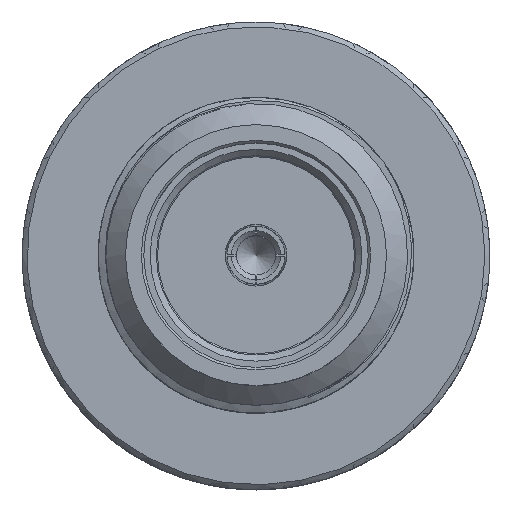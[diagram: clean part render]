
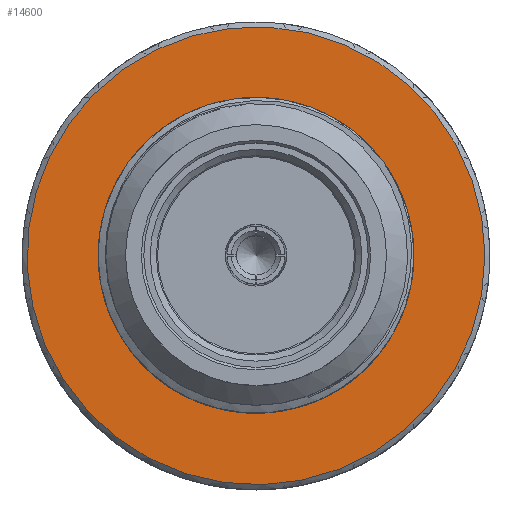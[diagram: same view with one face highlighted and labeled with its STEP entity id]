
A CAD part, top view. The second image highlights one B-rep face of the part: STEP entity #14600.
In plain terms, the highlighted planar face has unit normal (0, 0, 1).
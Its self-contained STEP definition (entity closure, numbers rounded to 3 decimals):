
#4864=ORIENTED_EDGE('',*,*,#9071,.T.);
#4865=ORIENTED_EDGE('',*,*,#9072,.T.);
#9071=EDGE_CURVE('',#10896,#10896,#11500,.T.);
#9072=EDGE_CURVE('',#10897,#10897,#11501,.F.);
#10896=VERTEX_POINT('',#29008);
#10897=VERTEX_POINT('',#29010);
#11500=CIRCLE('',#15548,4.65);
#11501=CIRCLE('',#15549,2.65);
#12175=EDGE_LOOP('',(#4864));
#12176=EDGE_LOOP('',(#4865));
#13304=FACE_BOUND('',#12175,.T.);
#13305=FACE_BOUND('',#12176,.T.);
#14032=PLANE('',#15547);
#14600=ADVANCED_FACE('',(#13304,#13305),#14032,.T.);
#15547=AXIS2_PLACEMENT_3D('',#29006,#16654,#16655);
#15548=AXIS2_PLACEMENT_3D('',#29007,#16656,#16657);
#15549=AXIS2_PLACEMENT_3D('',#29009,#16658,#16659);
#16654=DIRECTION('',(0.,0.,1.));
#16655=DIRECTION('',(1.,0.,0.));
#16656=DIRECTION('',(0.,0.,1.));
#16657=DIRECTION('',(1.,0.,0.));
#16658=DIRECTION('',(0.,0.,1.));
#16659=DIRECTION('',(1.,0.,0.));
#29006=CARTESIAN_POINT('',(-1.625,0.,3.9));
#29007=CARTESIAN_POINT('',(0.,0.,3.9));
#29008=CARTESIAN_POINT('',(4.65,0.,3.9));
#29009=CARTESIAN_POINT('',(0.,0.,3.9));
#29010=CARTESIAN_POINT('',(2.65,0.,3.9));
